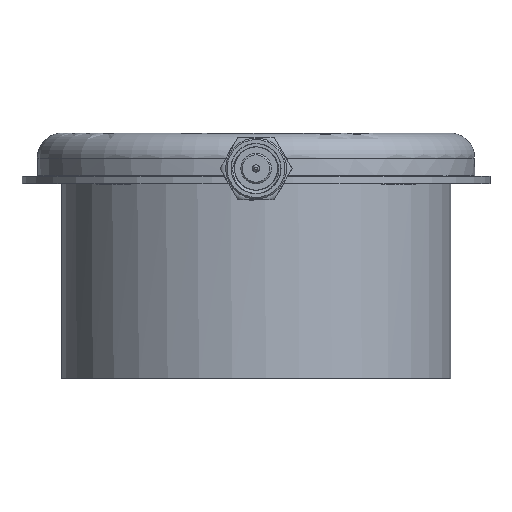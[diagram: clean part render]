
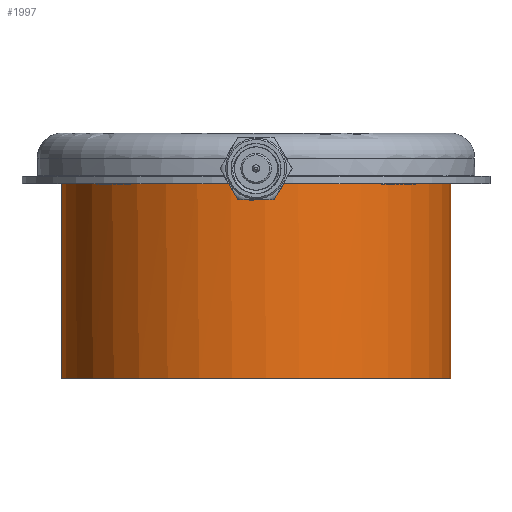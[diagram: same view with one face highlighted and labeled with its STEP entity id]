
A CAD part, front view. The second image highlights one B-rep face of the part: STEP entity #1997.
In plain terms, the highlighted cylindrical face has radius 25 mm (diameter 50 mm), a full revolution.
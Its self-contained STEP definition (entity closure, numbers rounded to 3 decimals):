
#5 = CARTESIAN_POINT ( 'NONE',  ( 125.285, 84.964, -20.486 ) ) ;
#48 = CARTESIAN_POINT ( 'NONE',  ( 125.619, 83.897, -20.774 ) ) ;
#51 = CIRCLE ( 'NONE', #1583, 25. ) ;
#83 = CARTESIAN_POINT ( 'NONE',  ( 125.573, 84.058, -20.662 ) ) ;
#130 = CARTESIAN_POINT ( 'NONE',  ( 124.836, 86.186, -23.972 ) ) ;
#364 = CARTESIAN_POINT ( 'NONE',  ( 125.934, 82.696, -24.639 ) ) ;
#706 = ORIENTED_EDGE ( 'NONE', *, *, #5931, .T. ) ;
#749 = VERTEX_POINT ( 'NONE', #6227 ) ;
#810 = LINE ( 'NONE', #6243, #3216 ) ;
#840 = CARTESIAN_POINT ( 'NONE',  ( 124.55, 86.878, -24.722 ) ) ;
#931 = DIRECTION ( 'NONE',  ( 0., 0., -1. ) ) ;
#1024 = CARTESIAN_POINT ( 'NONE',  ( 125.972, 82.533, -24.806 ) ) ;
#1078 = CARTESIAN_POINT ( 'NONE',  ( 125.772, 83.341, -23.972 ) ) ;
#1133 = DIRECTION ( 'NONE',  ( 0., 0., 1. ) ) ;
#1176 = VERTEX_POINT ( 'NONE', #5462 ) ;
#1181 = VERTEX_POINT ( 'NONE', #4777 ) ;
#1189 = EDGE_CURVE ( 'NONE', #3828, #1176, #3580, .T. ) ;
#1266 = VERTEX_POINT ( 'NONE', #3001 ) ;
#1318 = CARTESIAN_POINT ( 'NONE',  ( 124.946, 85.906, -21.052 ) ) ;
#1323 = DIRECTION ( 'NONE',  ( 0.131, 0.991, 0. ) ) ;
#1363 = CARTESIAN_POINT ( 'NONE',  ( 125.019, 85.71, -20.842 ) ) ;
#1426 = CARTESIAN_POINT ( 'NONE',  ( 124.775, 86.34, -24.139 ) ) ;
#1494 = DIRECTION ( 'NONE',  ( 0., 0., 1. ) ) ;
#1583 = AXIS2_PLACEMENT_3D ( 'NONE', #4955, #931, #3724 ) ;
#1691 = CARTESIAN_POINT ( 'NONE',  ( 126.008, 82.371, -24.972 ) ) ;
#1848 = CARTESIAN_POINT ( 'NONE',  ( 124.836, 86.186, -21.972 ) ) ;
#1916 = EDGE_CURVE ( 'NONE', #5842, #1176, #7137, .T. ) ;
#1986 = CARTESIAN_POINT ( 'NONE',  ( 125.408, 84.591, -20.476 ) ) ;
#1997 = ADVANCED_FACE ( 'NONE', ( #7498, #8311 ), #3653, .T. ) ;
#2073 = CARTESIAN_POINT ( 'NONE',  ( 125.317, 84.87, -20.476 ) ) ;
#2146 = EDGE_CURVE ( 'NONE', #749, #749, #51, .T. ) ;
#2210 = EDGE_CURVE ( 'NONE', #5842, #1181, #3672, .T. ) ;
#2453 = CARTESIAN_POINT ( 'NONE',  ( 125.835, 83.1, -24.222 ) ) ;
#2684 = CARTESIAN_POINT ( 'NONE',  ( 125.192, 85.234, -20.55 ) ) ;
#2771 = CARTESIAN_POINT ( 'NONE',  ( 125.468, 84.403, -20.514 ) ) ;
#2816 = CARTESIAN_POINT ( 'NONE',  ( 101.6, 76.962, -24.972 ) ) ;
#2834 = CARTESIAN_POINT ( 'NONE',  ( 124.583, 86.801, -24.639 ) ) ;
#3001 = CARTESIAN_POINT ( 'NONE',  ( 125.772, 83.341, -21.972 ) ) ;
#3003 = EDGE_LOOP ( 'NONE', ( #6239, #7059, #8197, #3604, #706, #5552 ) ) ;
#3216 = VECTOR ( 'NONE', #5470, 1000. ) ;
#3350 = CARTESIAN_POINT ( 'NONE',  ( 125.762, 83.381, -21.581 ) ) ;
#3368 = CARTESIAN_POINT ( 'NONE',  ( 126.008, 82.371, -24.972 ) ) ;
#3388 = B_SPLINE_CURVE_WITH_KNOTS ( 'NONE', 3,
 ( #3389, #8126, #3350, #8039, #7376, #6127, #8723, #48, #83, #2771, #1986, #2073, #5, #6687, #2684, #4100, #6767, #7492, #1363, #1318, #4015, #5480, #4713, #6727 ),
 .UNSPECIFIED., .F., .F.,
 ( 4, 2, 2, 2, 2, 2, 2, 2, 2, 2, 2, 4 ),
 ( 0., 0.001, 0.001, 0.001, 0.002, 0.002, 0.003, 0.003, 0.003, 0.004, 0.004, 0.005 ),
 .UNSPECIFIED. ) ;
#3389 = CARTESIAN_POINT ( 'NONE',  ( 125.772, 83.341, -21.972 ) ) ;
#3435 = CARTESIAN_POINT ( 'NONE',  ( 101.6, 76.962, -24.972 ) ) ;
#3538 = CARTESIAN_POINT ( 'NONE',  ( 124.516, 86.954, -24.806 ) ) ;
#3580 = B_SPLINE_CURVE_WITH_KNOTS ( 'NONE', 3,
 ( #7476, #1426, #5416, #4204, #8106, #2834, #840, #3538, #6157, #4121 ),
 .UNSPECIFIED., .F., .F.,
 ( 4, 3, 3, 4 ),
 ( 0., 0.001, 0.001, 0.001 ),
 .UNSPECIFIED. ) ;
#3604 = ORIENTED_EDGE ( 'NONE', *, *, #2210, .T. ) ;
#3653 = CYLINDRICAL_SURFACE ( 'NONE', #6363, 25. ) ;
#3672 = B_SPLINE_CURVE_WITH_KNOTS ( 'NONE', 3,
 ( #1691, #1024, #364, #8483, #8527, #6453, #2453, #5145, #7838, #1078 ),
 .UNSPECIFIED., .F., .F.,
 ( 4, 3, 3, 4 ),
 ( 0., 0.001, 0.001, 0.001 ),
 .UNSPECIFIED. ) ;
#3724 = DIRECTION ( 'NONE',  ( 0.131, 0.991, 0. ) ) ;
#3756 = VERTEX_POINT ( 'NONE', #1848 ) ;
#3828 = VERTEX_POINT ( 'NONE', #130 ) ;
#4015 = CARTESIAN_POINT ( 'NONE',  ( 124.906, 86.007, -21.218 ) ) ;
#4100 = CARTESIAN_POINT ( 'NONE',  ( 125.131, 85.405, -20.624 ) ) ;
#4121 = CARTESIAN_POINT ( 'NONE',  ( 124.449, 87.106, -24.972 ) ) ;
#4204 = CARTESIAN_POINT ( 'NONE',  ( 124.647, 86.648, -24.472 ) ) ;
#4713 = CARTESIAN_POINT ( 'NONE',  ( 124.836, 86.186, -21.774 ) ) ;
#4777 = CARTESIAN_POINT ( 'NONE',  ( 125.772, 83.341, -23.972 ) ) ;
#4847 = EDGE_CURVE ( 'NONE', #3756, #3828, #810, .T. ) ;
#4955 = CARTESIAN_POINT ( 'NONE',  ( 101.6, 76.962, 0.028 ) ) ;
#5069 = EDGE_LOOP ( 'NONE', ( #5953 ) ) ;
#5145 = CARTESIAN_POINT ( 'NONE',  ( 125.814, 83.18, -24.139 ) ) ;
#5416 = CARTESIAN_POINT ( 'NONE',  ( 124.712, 86.494, -24.306 ) ) ;
#5462 = CARTESIAN_POINT ( 'NONE',  ( 124.449, 87.106, -24.972 ) ) ;
#5470 = DIRECTION ( 'NONE',  ( 0., 0., -1. ) ) ;
#5480 = CARTESIAN_POINT ( 'NONE',  ( 124.851, 86.148, -21.58 ) ) ;
#5552 = ORIENTED_EDGE ( 'NONE', *, *, #5646, .T. ) ;
#5646 = EDGE_CURVE ( 'NONE', #1266, #3756, #3388, .T. ) ;
#5723 = LINE ( 'NONE', #7172, #7022 ) ;
#5842 = VERTEX_POINT ( 'NONE', #3368 ) ;
#5931 = EDGE_CURVE ( 'NONE', #1181, #1266, #5723, .T. ) ;
#5953 = ORIENTED_EDGE ( 'NONE', *, *, #2146, .T. ) ;
#6127 = CARTESIAN_POINT ( 'NONE',  ( 125.692, 83.639, -21.059 ) ) ;
#6133 = DIRECTION ( 'NONE',  ( 0., 0., -1. ) ) ;
#6157 = CARTESIAN_POINT ( 'NONE',  ( 124.483, 87.03, -24.889 ) ) ;
#6217 = DIRECTION ( 'NONE',  ( -0.131, -0.991, 0. ) ) ;
#6227 = CARTESIAN_POINT ( 'NONE',  ( 104.872, 101.747, 0.028 ) ) ;
#6239 = ORIENTED_EDGE ( 'NONE', *, *, #4847, .T. ) ;
#6243 = CARTESIAN_POINT ( 'NONE',  ( 124.836, 86.186, -24.972 ) ) ;
#6363 = AXIS2_PLACEMENT_3D ( 'NONE', #2816, #1494, #6217 ) ;
#6453 = CARTESIAN_POINT ( 'NONE',  ( 125.855, 83.019, -24.306 ) ) ;
#6687 = CARTESIAN_POINT ( 'NONE',  ( 125.223, 85.146, -20.523 ) ) ;
#6727 = CARTESIAN_POINT ( 'NONE',  ( 124.836, 86.186, -21.972 ) ) ;
#6767 = CARTESIAN_POINT ( 'NONE',  ( 125.102, 85.487, -20.671 ) ) ;
#7022 = VECTOR ( 'NONE', #1133, 1000. ) ;
#7059 = ORIENTED_EDGE ( 'NONE', *, *, #1189, .T. ) ;
#7137 = CIRCLE ( 'NONE', #8728, 25. ) ;
#7172 = CARTESIAN_POINT ( 'NONE',  ( 125.772, 83.341, -24.972 ) ) ;
#7376 = CARTESIAN_POINT ( 'NONE',  ( 125.721, 83.535, -21.223 ) ) ;
#7476 = CARTESIAN_POINT ( 'NONE',  ( 124.836, 86.186, -23.972 ) ) ;
#7492 = CARTESIAN_POINT ( 'NONE',  ( 125.046, 85.64, -20.78 ) ) ;
#7498 = FACE_OUTER_BOUND ( 'NONE', #3003, .T. ) ;
#7838 = CARTESIAN_POINT ( 'NONE',  ( 125.794, 83.261, -24.056 ) ) ;
#8039 = CARTESIAN_POINT ( 'NONE',  ( 125.733, 83.49, -21.309 ) ) ;
#8106 = CARTESIAN_POINT ( 'NONE',  ( 124.615, 86.725, -24.556 ) ) ;
#8126 = CARTESIAN_POINT ( 'NONE',  ( 125.772, 83.341, -21.774 ) ) ;
#8197 = ORIENTED_EDGE ( 'NONE', *, *, #1916, .F. ) ;
#8311 = FACE_OUTER_BOUND ( 'NONE', #5069, .T. ) ;
#8483 = CARTESIAN_POINT ( 'NONE',  ( 125.895, 82.857, -24.472 ) ) ;
#8527 = CARTESIAN_POINT ( 'NONE',  ( 125.875, 82.938, -24.389 ) ) ;
#8723 = CARTESIAN_POINT ( 'NONE',  ( 125.675, 83.699, -20.982 ) ) ;
#8728 = AXIS2_PLACEMENT_3D ( 'NONE', #3435, #6133, #1323 ) ;
